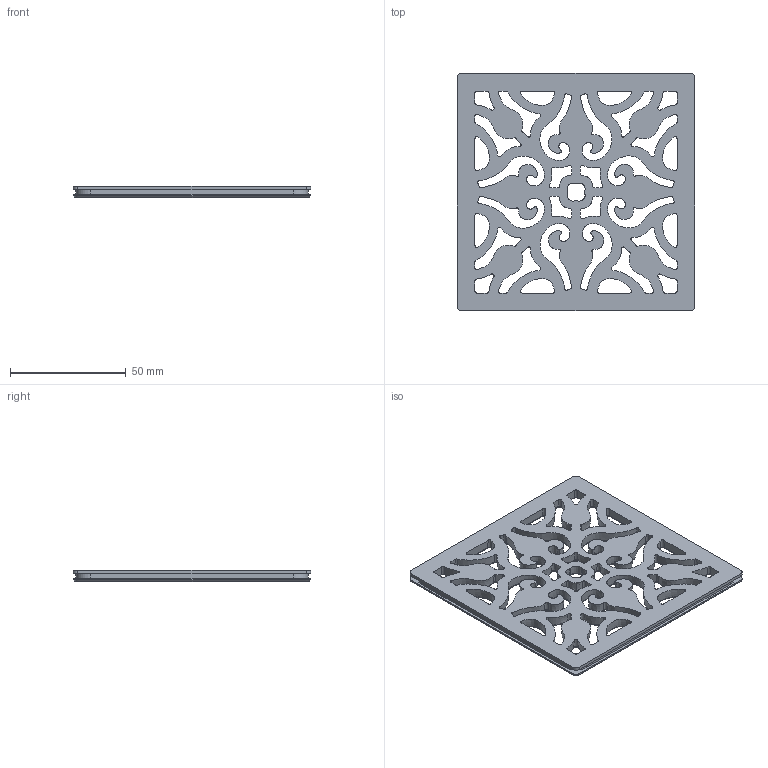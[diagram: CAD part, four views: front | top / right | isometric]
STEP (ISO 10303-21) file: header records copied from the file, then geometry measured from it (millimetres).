
FILE_DESCRIPTION((''),'2;1');
FILE_NAME('51009','2021-09-17T12:19:54',('rsmith'),(''),'CREO PARAMETRIC BY PTC INC, 2018400','CREO PARAMETRIC BY PTC INC, 2018400','');
FILE_SCHEMA(('AUTOMOTIVE_DESIGN { 1 0 10303 214 1 1 1 1 }'));
Products named in the file (1): 51009
Bounding box: 102.74 x 102.74 x 4.78 mm (x, y, z)
Volume: 32831.7 mm3; surface area: 25021.6 mm2
Topology: 1 solids, 1 shells, 556 faces, 1376 edges, 824 vertices
Faces by surface type: bspline 228, cone 136, torus 124, plane 36, cylinder 28, sphere 4
Entity records: 45084 total; most frequent: CARTESIAN_POINT 28499, ORIENTED_EDGE 2752, DIRECTION 2328, PRESENTATION_STYLE_ASSIGNMENT 1377, STYLED_ITEM 1377, CURVE_STYLE 1376, EDGE_CURVE 1376, AXIS2_PLACEMENT_3D 984
